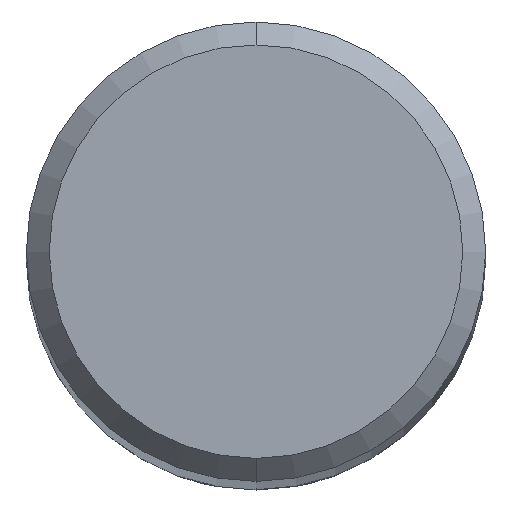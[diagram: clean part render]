
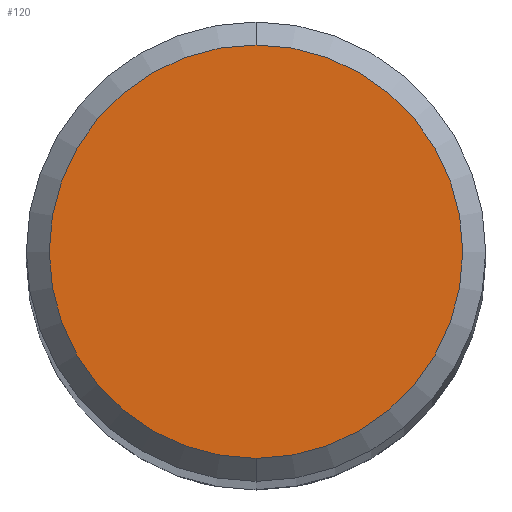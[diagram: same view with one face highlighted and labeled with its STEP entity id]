
A CAD part, top view. The second image highlights one B-rep face of the part: STEP entity #120.
In plain terms, the highlighted planar face has unit normal (0, 0, 1).
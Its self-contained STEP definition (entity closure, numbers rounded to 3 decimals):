
#64=VERTEX_POINT('',#156);
#70=EDGE_CURVE('',#88,#64,#163,.T.);
#88=VERTEX_POINT('',#183);
#120=ADVANCED_FACE('',(#222),#223,.T.);
#130=EDGE_CURVE('',#64,#88,#233,.T.);
#156=CARTESIAN_POINT('',(0.,-3.6,0.0));
#163=CIRCLE('',#257,3.6);
#183=CARTESIAN_POINT('',(0.0,3.6,0.0));
#222=FACE_OUTER_BOUND('',#330,.T.);
#223=PLANE('',#331);
#233=CIRCLE('',#347,3.6);
#257=AXIS2_PLACEMENT_3D('',#368,#369,#370);
#330=EDGE_LOOP('',(#454,#455));
#331=AXIS2_PLACEMENT_3D('',#456,#457,#458);
#347=AXIS2_PLACEMENT_3D('',#464,#465,#466);
#368=CARTESIAN_POINT('',(0.0,0.0,0.0));
#369=DIRECTION('',(0.0,0.0,-1.0));
#370=DIRECTION('',(0.0,1.0,0.0));
#454=ORIENTED_EDGE('',*,*,#70,.F.);
#455=ORIENTED_EDGE('',*,*,#130,.F.);
#456=CARTESIAN_POINT('',(0.0,1.8,0.0));
#457=DIRECTION('',(-0.0,0.0,1.0));
#458=DIRECTION('',(0.0,-1.0,0.0));
#464=CARTESIAN_POINT('',(0.0,0.0,0.0));
#465=DIRECTION('',(0.0,0.0,-1.0));
#466=DIRECTION('',(0.0,1.0,0.0));
